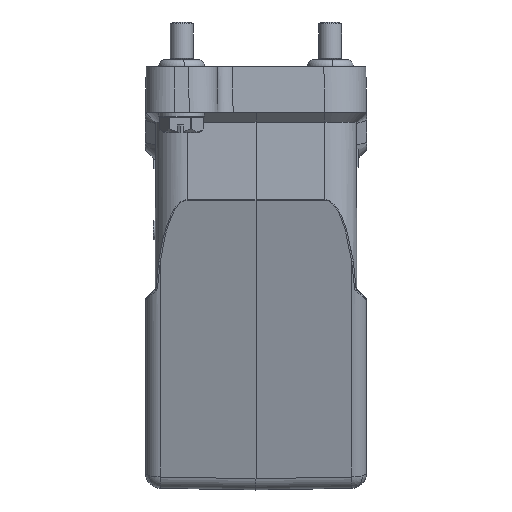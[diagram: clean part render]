
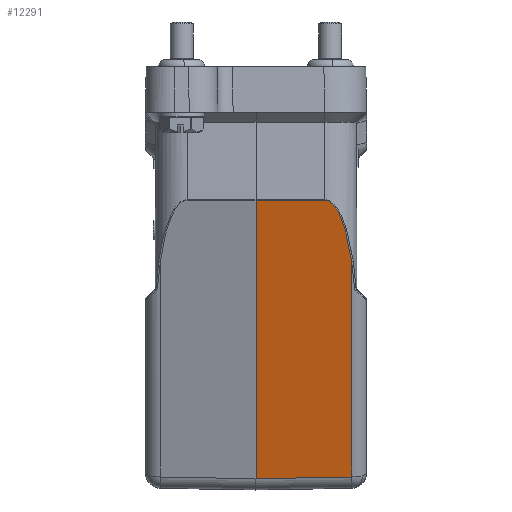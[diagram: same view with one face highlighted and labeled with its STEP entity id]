
A CAD part, left-side view. The second image highlights one B-rep face of the part: STEP entity #12291.
In plain terms, the highlighted planar face has unit normal (-0.966, -0.018, -0.259).
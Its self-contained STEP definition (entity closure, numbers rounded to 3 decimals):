
#1913=DIRECTION('',(0.259,0.,-0.966));
#1914=VECTOR('',#1913,58.501);
#1915=CARTESIAN_POINT('',(-70.236,-25.07,
-39.091));
#1916=LINE('',#1915,#1914);
#1941=DIRECTION('',(-0.017,1.,-0.002));
#1942=VECTOR('',#1941,18.051);
#1943=CARTESIAN_POINT('',(-74.668,-18.048,
-23.022));
#1944=LINE('',#1943,#1942);
#1945=CARTESIAN_POINT('',(-70.236,-25.07,
-39.091));
#1946=CARTESIAN_POINT('',(-70.396,-24.99,
-38.495));
#1947=CARTESIAN_POINT('',(-70.744,-24.803,
-37.211));
#1948=CARTESIAN_POINT('',(-71.265,-24.468,
-35.287));
#1949=CARTESIAN_POINT('',(-71.785,-24.071,
-33.377));
#1950=CARTESIAN_POINT('',(-72.26,-23.643,
-31.632));
#1951=CARTESIAN_POINT('',(-72.69,-23.189,
-30.059));
#1952=CARTESIAN_POINT('',(-73.076,-22.713,
-28.647));
#1953=CARTESIAN_POINT('',(-73.424,-22.209,
-27.383));
#1954=CARTESIAN_POINT('',(-73.735,-21.677,
-26.257));
#1955=CARTESIAN_POINT('',(-74.01,-21.111,
-25.271));
#1956=CARTESIAN_POINT('',(-74.246,-20.506,
-24.432));
#1957=CARTESIAN_POINT('',(-74.438,-19.859,
-23.757));
#1958=CARTESIAN_POINT('',(-74.581,-19.167,
-23.273));
#1959=CARTESIAN_POINT('',(-74.651,-18.545,
-23.052));
#1960=CARTESIAN_POINT('',(-74.666,-18.171,
-23.022));
#1961=CARTESIAN_POINT('',(-74.668,-18.048,
-23.022));
#1963=DIRECTION('',(0.013,-1.,0.017));
#1964=VECTOR('',#1963,25.076);
#1965=CARTESIAN_POINT('',(-55.43,0.,
-96.036));
#1966=LINE('',#1965,#1964);
#1997=DIRECTION('',(-0.259,0.,0.966));
#1998=VECTOR('',#1997,75.546);
#1999=CARTESIAN_POINT('',(-55.43,0.,
-96.036));
#2000=LINE('',#1999,#1998);
#7719=CARTESIAN_POINT('',(-70.236,-25.07,
-39.091));
#7720=CARTESIAN_POINT('',(-55.094,-25.07,
-95.598));
#7721=VERTEX_POINT('',#7719);
#7722=VERTEX_POINT('',#7720);
#8378=CARTESIAN_POINT('',(-55.43,0.,
-96.036));
#8379=CARTESIAN_POINT('',(-74.983,0.,
-23.064));
#8380=VERTEX_POINT('',#8378);
#8381=VERTEX_POINT('',#8379);
#8475=CARTESIAN_POINT('',(-74.668,-18.048,
-23.022));
#8476=VERTEX_POINT('',#8475);
#12275=CARTESIAN_POINT('',(-54.636,0.,-99.));
#12276=DIRECTION('',(0.966,0.017,0.259));
#12277=DIRECTION('',(0.259,0.,-0.966));
#12278=AXIS2_PLACEMENT_3D('',#12275,#12276,#12277);
#12279=PLANE('',#12278);
#12281=ORIENTED_EDGE('',*,*,#12280,.T.);
#12283=ORIENTED_EDGE('',*,*,#12282,.F.);
#12285=ORIENTED_EDGE('',*,*,#12284,.F.);
#12286=ORIENTED_EDGE('',*,*,#12265,.T.);
#12288=ORIENTED_EDGE('',*,*,#12287,.F.);
#12289=EDGE_LOOP('',(#12281,#12283,#12285,#12286,#12288));
#12290=FACE_OUTER_BOUND('',#12289,.F.);
#12291=ADVANCED_FACE('',(#12290),#12279,.F.);
#1962=B_SPLINE_CURVE_WITH_KNOTS('',3,(#1945,#1946,#1947,#1948,#1949,#1950,#1951,
#1952,#1953,#1954,#1955,#1956,#1957,#1958,#1959,#1960,#1961),.UNSPECIFIED.,.F.,
.F.,(4,1,1,1,1,1,1,1,1,1,1,1,1,1,4),(0.,0.098,0.212,
0.319,0.417,0.505,0.586,
0.66,0.727,0.789,0.845,
0.895,0.94,0.98,1.),.UNSPECIFIED.);
#12265=EDGE_CURVE('',#7721,#7722,#1916,.T.);
#12280=EDGE_CURVE('',#8380,#8381,#2000,.T.);
#12282=EDGE_CURVE('',#8476,#8381,#1944,.T.);
#12284=EDGE_CURVE('',#7721,#8476,#1962,.T.);
#12287=EDGE_CURVE('',#8380,#7722,#1966,.T.);
